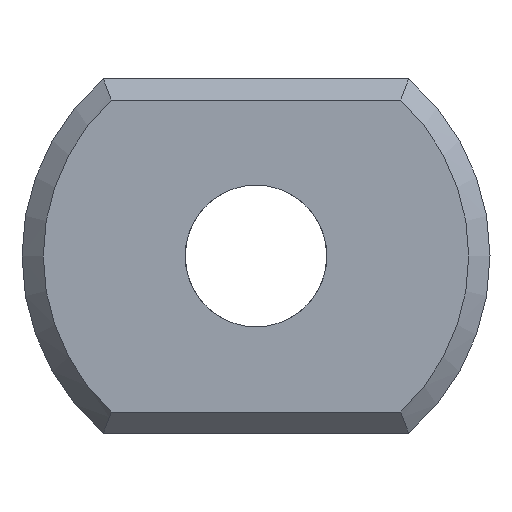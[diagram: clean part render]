
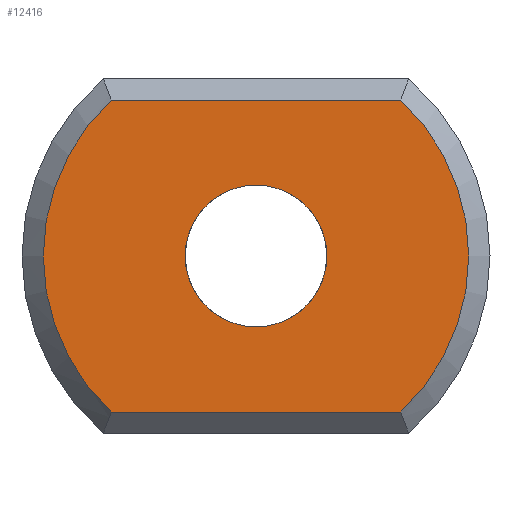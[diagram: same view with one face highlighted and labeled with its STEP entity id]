
A CAD part, left-side view. The second image highlights one B-rep face of the part: STEP entity #12416.
In plain terms, the highlighted planar face has unit normal (-1, 0, 0).
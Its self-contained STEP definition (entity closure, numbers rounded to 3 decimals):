
#298 = PLANE('',#299);
#299 = AXIS2_PLACEMENT_3D('',#300,#301,#302);
#300 = CARTESIAN_POINT('',(0.15,-2.154,-2.35));
#301 = DIRECTION('',(-0.707,0.,-0.707));
#302 = DIRECTION('',(0.,-1.,0.));
#725 = CONICAL_SURFACE('',#726,3.3,0.785);
#726 = AXIS2_PLACEMENT_3D('',#727,#728,#729);
#727 = CARTESIAN_POINT('',(0.3,0.,0.));
#728 = DIRECTION('',(1.,0.,0.));
#729 = DIRECTION('',(0.,0.653,-0.758));
#872 = CONICAL_SURFACE('',#873,3.3,0.785);
#873 = AXIS2_PLACEMENT_3D('',#874,#875,#876);
#874 = CARTESIAN_POINT('',(0.3,0.,0.));
#875 = DIRECTION('',(1.,0.,0.));
#876 = DIRECTION('',(0.,-0.653,0.758));
#909 = VERTEX_POINT('',#910);
#910 = CARTESIAN_POINT('',(0.,-2.04,-2.2));
#937 = VERTEX_POINT('',#938);
#938 = CARTESIAN_POINT('',(0.,2.04,-2.2));
#963 = EDGE_CURVE('',#909,#937,#964,.T.);
#964 = SURFACE_CURVE('',#965,(#969,#976),.PCURVE_S1.);
#965 = LINE('',#966,#967);
#966 = CARTESIAN_POINT('',(0.,-2.154,-2.2));
#967 = VECTOR('',#968,1.);
#968 = DIRECTION('',(0.,1.,0.));
#969 = PCURVE('',#298,#970);
#970 = DEFINITIONAL_REPRESENTATION('',(#971),#975);
#971 = LINE('',#972,#973);
#972 = CARTESIAN_POINT('',(0.,0.212));
#973 = VECTOR('',#974,1.);
#974 = DIRECTION('',(-1.,0.));
#975 = ( GEOMETRIC_REPRESENTATION_CONTEXT(2) 
PARAMETRIC_REPRESENTATION_CONTEXT() REPRESENTATION_CONTEXT('2D SPACE',''
  ) );
#976 = PCURVE('',#977,#982);
#977 = PLANE('',#978);
#978 = AXIS2_PLACEMENT_3D('',#979,#980,#981);
#979 = CARTESIAN_POINT('',(0.,0.,
    0.));
#980 = DIRECTION('',(1.,0.,0.));
#981 = DIRECTION('',(0.,0.,1.));
#982 = DEFINITIONAL_REPRESENTATION('',(#983),#987);
#983 = LINE('',#984,#985);
#984 = CARTESIAN_POINT('',(-2.2,2.154));
#985 = VECTOR('',#986,1.);
#986 = DIRECTION('',(0.,-1.));
#987 = ( GEOMETRIC_REPRESENTATION_CONTEXT(2) 
PARAMETRIC_REPRESENTATION_CONTEXT() REPRESENTATION_CONTEXT('2D SPACE',''
  ) );
#1826 = PLANE('',#1827);
#1827 = AXIS2_PLACEMENT_3D('',#1828,#1829,#1830);
#1828 = CARTESIAN_POINT('',(0.15,-2.154,2.35));
#1829 = DIRECTION('',(0.707,0.,-0.707
    ));
#1830 = DIRECTION('',(0.,-1.,0.));
#12203 = VERTEX_POINT('',#12204);
#12204 = CARTESIAN_POINT('',(0.,2.04,2.2));
#12229 = EDGE_CURVE('',#937,#12203,#12230,.T.);
#12230 = SURFACE_CURVE('',#12231,(#12236,#12243),.PCURVE_S1.);
#12231 = CIRCLE('',#12232,3.);
#12232 = AXIS2_PLACEMENT_3D('',#12233,#12234,#12235);
#12233 = CARTESIAN_POINT('',(0.,0.,
    0.));
#12234 = DIRECTION('',(1.,0.,0.));
#12235 = DIRECTION('',(0.,0.653,-0.758)
  );
#12236 = PCURVE('',#725,#12237);
#12237 = DEFINITIONAL_REPRESENTATION('',(#12238),#12242);
#12238 = LINE('',#12239,#12240);
#12239 = CARTESIAN_POINT('',(0.,-0.3));
#12240 = VECTOR('',#12241,1.);
#12241 = DIRECTION('',(1.,-0.));
#12242 = ( GEOMETRIC_REPRESENTATION_CONTEXT(2) 
PARAMETRIC_REPRESENTATION_CONTEXT() REPRESENTATION_CONTEXT('2D SPACE',''
  ) );
#12243 = PCURVE('',#977,#12244);
#12244 = DEFINITIONAL_REPRESENTATION('',(#12245),#12249);
#12245 = CIRCLE('',#12246,3.);
#12246 = AXIS2_PLACEMENT_2D('',#12247,#12248);
#12247 = CARTESIAN_POINT('',(0.,0.));
#12248 = DIRECTION('',(-0.758,-0.653));
#12249 = ( GEOMETRIC_REPRESENTATION_CONTEXT(2) 
PARAMETRIC_REPRESENTATION_CONTEXT() REPRESENTATION_CONTEXT('2D SPACE',''
  ) );
#12367 = VERTEX_POINT('',#12368);
#12368 = CARTESIAN_POINT('',(0.,-2.04,2.2));
#12395 = EDGE_CURVE('',#12367,#909,#12396,.T.);
#12396 = SURFACE_CURVE('',#12397,(#12402,#12409),.PCURVE_S1.);
#12397 = CIRCLE('',#12398,3.);
#12398 = AXIS2_PLACEMENT_3D('',#12399,#12400,#12401);
#12399 = CARTESIAN_POINT('',(0.,0.,
    0.));
#12400 = DIRECTION('',(1.,0.,0.));
#12401 = DIRECTION('',(0.,-0.653,0.758)
  );
#12402 = PCURVE('',#872,#12403);
#12403 = DEFINITIONAL_REPRESENTATION('',(#12404),#12408);
#12404 = LINE('',#12405,#12406);
#12405 = CARTESIAN_POINT('',(0.,-0.3));
#12406 = VECTOR('',#12407,1.);
#12407 = DIRECTION('',(1.,-0.));
#12408 = ( GEOMETRIC_REPRESENTATION_CONTEXT(2) 
PARAMETRIC_REPRESENTATION_CONTEXT() REPRESENTATION_CONTEXT('2D SPACE',''
  ) );
#12409 = PCURVE('',#977,#12410);
#12410 = DEFINITIONAL_REPRESENTATION('',(#12411),#12415);
#12411 = CIRCLE('',#12412,3.);
#12412 = AXIS2_PLACEMENT_2D('',#12413,#12414);
#12413 = CARTESIAN_POINT('',(0.,0.));
#12414 = DIRECTION('',(0.758,0.653));
#12415 = ( GEOMETRIC_REPRESENTATION_CONTEXT(2) 
PARAMETRIC_REPRESENTATION_CONTEXT() REPRESENTATION_CONTEXT('2D SPACE',''
  ) );
#12416 = ADVANCED_FACE('',(#12417,#12443),#977,.F.);
#12417 = FACE_BOUND('',#12418,.F.);
#12418 = EDGE_LOOP('',(#12419,#12420,#12441,#12442));
#12419 = ORIENTED_EDGE('',*,*,#12229,.T.);
#12420 = ORIENTED_EDGE('',*,*,#12421,.F.);
#12421 = EDGE_CURVE('',#12367,#12203,#12422,.T.);
#12422 = SURFACE_CURVE('',#12423,(#12427,#12434),.PCURVE_S1.);
#12423 = LINE('',#12424,#12425);
#12424 = CARTESIAN_POINT('',(0.,-2.154,2.2));
#12425 = VECTOR('',#12426,1.);
#12426 = DIRECTION('',(0.,1.,0.));
#12427 = PCURVE('',#977,#12428);
#12428 = DEFINITIONAL_REPRESENTATION('',(#12429),#12433);
#12429 = LINE('',#12430,#12431);
#12430 = CARTESIAN_POINT('',(2.2,2.154));
#12431 = VECTOR('',#12432,1.);
#12432 = DIRECTION('',(0.,-1.));
#12433 = ( GEOMETRIC_REPRESENTATION_CONTEXT(2) 
PARAMETRIC_REPRESENTATION_CONTEXT() REPRESENTATION_CONTEXT('2D SPACE',''
  ) );
#12434 = PCURVE('',#1826,#12435);
#12435 = DEFINITIONAL_REPRESENTATION('',(#12436),#12440);
#12436 = LINE('',#12437,#12438);
#12437 = CARTESIAN_POINT('',(0.,0.212));
#12438 = VECTOR('',#12439,1.);
#12439 = DIRECTION('',(-1.,0.));
#12440 = ( GEOMETRIC_REPRESENTATION_CONTEXT(2) 
PARAMETRIC_REPRESENTATION_CONTEXT() REPRESENTATION_CONTEXT('2D SPACE',''
  ) );
#12441 = ORIENTED_EDGE('',*,*,#12395,.T.);
#12442 = ORIENTED_EDGE('',*,*,#963,.T.);
#12443 = FACE_BOUND('',#12444,.T.);
#12444 = EDGE_LOOP('',(#12445));
#12445 = ORIENTED_EDGE('',*,*,#12446,.T.);
#12446 = EDGE_CURVE('',#12447,#12447,#12449,.T.);
#12447 = VERTEX_POINT('',#12448);
#12448 = CARTESIAN_POINT('',(0.,1.,0.));
#12449 = SURFACE_CURVE('',#12450,(#12455,#12462),.PCURVE_S1.);
#12450 = CIRCLE('',#12451,1.);
#12451 = AXIS2_PLACEMENT_3D('',#12452,#12453,#12454);
#12452 = CARTESIAN_POINT('',(0.,0.,0.));
#12453 = DIRECTION('',(1.,0.,0.));
#12454 = DIRECTION('',(0.,1.,0.));
#12455 = PCURVE('',#977,#12456);
#12456 = DEFINITIONAL_REPRESENTATION('',(#12457),#12461);
#12457 = CIRCLE('',#12458,1.);
#12458 = AXIS2_PLACEMENT_2D('',#12459,#12460);
#12459 = CARTESIAN_POINT('',(0.,0.));
#12460 = DIRECTION('',(0.,-1.));
#12461 = ( GEOMETRIC_REPRESENTATION_CONTEXT(2) 
PARAMETRIC_REPRESENTATION_CONTEXT() REPRESENTATION_CONTEXT('2D SPACE',''
  ) );
#12462 = PCURVE('',#12463,#12468);
#12463 = CYLINDRICAL_SURFACE('',#12464,1.);
#12464 = AXIS2_PLACEMENT_3D('',#12465,#12466,#12467);
#12465 = CARTESIAN_POINT('',(0.,0.,0.));
#12466 = DIRECTION('',(-1.,0.,0.));
#12467 = DIRECTION('',(0.,1.,0.));
#12468 = DEFINITIONAL_REPRESENTATION('',(#12469),#12473);
#12469 = LINE('',#12470,#12471);
#12470 = CARTESIAN_POINT('',(-0.,0.));
#12471 = VECTOR('',#12472,1.);
#12472 = DIRECTION('',(-1.,0.));
#12473 = ( GEOMETRIC_REPRESENTATION_CONTEXT(2) 
PARAMETRIC_REPRESENTATION_CONTEXT() REPRESENTATION_CONTEXT('2D SPACE',''
  ) );
